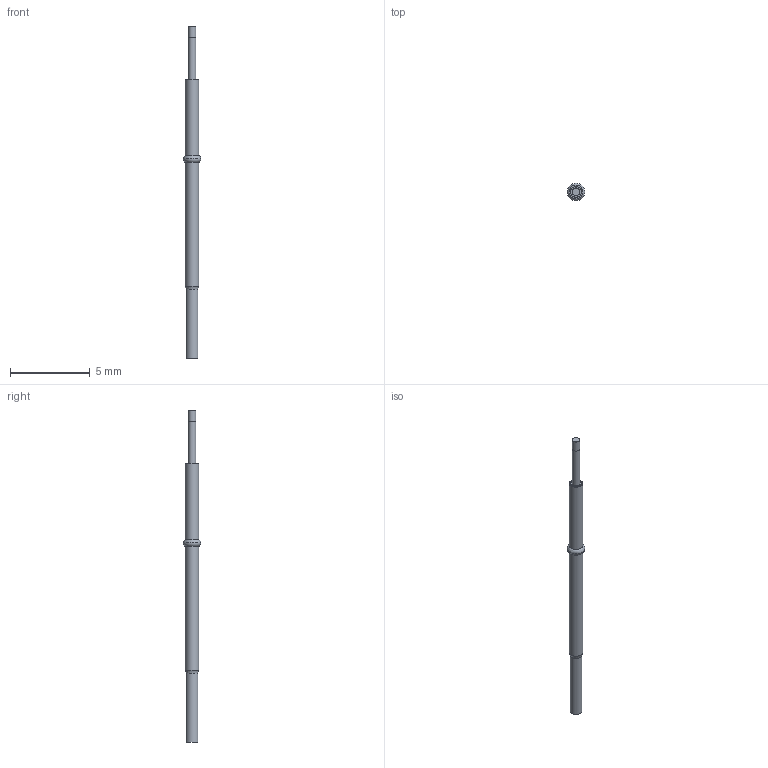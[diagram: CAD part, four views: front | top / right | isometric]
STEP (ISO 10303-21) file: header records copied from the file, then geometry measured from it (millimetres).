
FILE_DESCRIPTION(('R50-3S-P50-G1'),'2;1');
FILE_NAME('Pogopin R50-3S socket with P50-G1 pin.','2021-04-18T08:56:17',('Mario DE WEERD'),(''),(' '),'FreeCAD','CC-BY-SA');
FILE_SCHEMA(('AUTOMOTIVE_DESIGN_CC2 { 1 2 10303 214 -1 1 5 4 }'));
Length unit declared in the file: millimetre
Products named in the file (3): R50-3S-P50-G1
Assembly tree (2 placements, depth 2):
  R50-3S-P50-G1
    R50-3S-P50-G1
    R50-3S-P50-G1
Bounding box: 1.11 x 1.11 x 20.85 mm (x, y, z)
Volume: 8.1 mm3; surface area: 128 mm2
Topology: 2 solids, 2 shells, 21 faces, 33 edges, 19 vertices
Faces by surface type: cylinder 9, plane 7, cone 3, torus 2
Full cylindrical faces by diameter (mm): 0.48 x2, 0.5 x1, 0.68 x2, 0.7 x1, 0.75 x1, 0.86 x2
Entity records: 944 total; most frequent: DIRECTION 163, CARTESIAN_POINT 147, ORIENTED_EDGE 66, PCURVE 66, DEFINITIONAL_REPRESENTATION 66, LINE 63, VECTOR 63, AXIS2_PLACEMENT_3D 45
